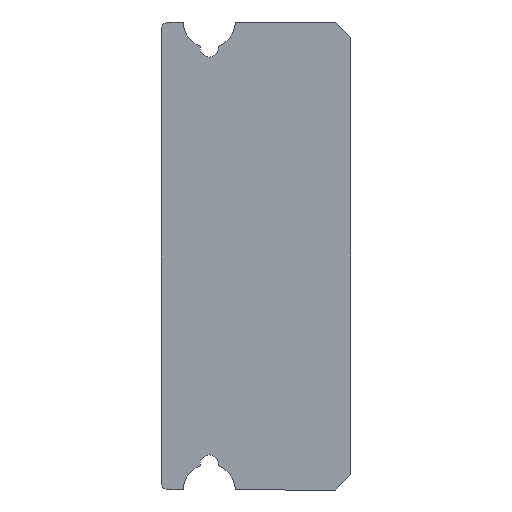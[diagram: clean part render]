
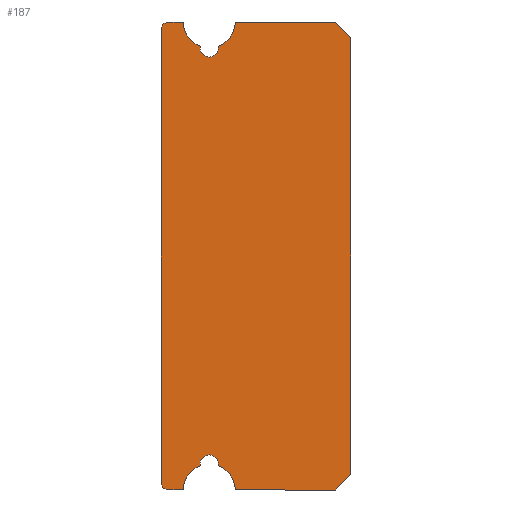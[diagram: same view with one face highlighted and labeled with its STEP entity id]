
A CAD part, left-side view. The second image highlights one B-rep face of the part: STEP entity #187.
In plain terms, the highlighted planar face has unit normal (-1, 0, 0).
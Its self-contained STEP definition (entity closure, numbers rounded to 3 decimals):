
#115 = ORIENTED_EDGE ( 'NONE', *, *, #117, .T. ) ;
#117 = EDGE_CURVE ( 'NONE', #176, #147, #616, .T. ) ;
#121 = ORIENTED_EDGE ( 'NONE', *, *, #178, .F. ) ;
#126 = ORIENTED_EDGE ( 'NONE', *, *, #204, .T. ) ;
#127 = VERTEX_POINT ( 'NONE', #607 ) ;
#129 = EDGE_CURVE ( 'NONE', #143, #324, #606, .T. ) ;
#132 = VERTEX_POINT ( 'NONE', #600 ) ;
#143 = VERTEX_POINT ( 'NONE', #640 ) ;
#145 = ORIENTED_EDGE ( 'NONE', *, *, #165, .T. ) ;
#147 = VERTEX_POINT ( 'NONE', #639 ) ;
#150 = EDGE_CURVE ( 'NONE', #143, #147, #638, .T. ) ;
#156 = ORIENTED_EDGE ( 'NONE', *, *, #150, .F. ) ;
#162 = EDGE_CURVE ( 'NONE', #344, #179, #686, .T. ) ;
#163 = ORIENTED_EDGE ( 'NONE', *, *, #343, .T. ) ;
#164 = ORIENTED_EDGE ( 'NONE', *, *, #162, .T. ) ;
#165 = EDGE_CURVE ( 'NONE', #212, #337, #681, .T. ) ;
#176 = VERTEX_POINT ( 'NONE', #717 ) ;
#178 = EDGE_CURVE ( 'NONE', #176, #179, #716, .T. ) ;
#179 = VERTEX_POINT ( 'NONE', #712 ) ;
#187 = ADVANCED_FACE ( 'NONE', ( #703 ), #702, .F. ) ;
#188 = EDGE_LOOP ( 'NONE', ( #156, #213, #205, #208, #206, #1406, #1408, #1405, #1407, #210, #211, #126, #145, #163, #164, #121, #115 ) ) ;
#189 = EDGE_CURVE ( 'NONE', #219, #132, #697, .T. ) ;
#194 = EDGE_CURVE ( 'NONE', #307, #235, #687, .T. ) ;
#200 = EDGE_CURVE ( 'NONE', #132, #202, #735, .T. ) ;
#202 = VERTEX_POINT ( 'NONE', #727 ) ;
#204 = EDGE_CURVE ( 'NONE', #310, #212, #722, .T. ) ;
#205 = ORIENTED_EDGE ( 'NONE', *, *, #339, .F. ) ;
#206 = ORIENTED_EDGE ( 'NONE', *, *, #207, .T. ) ;
#207 = EDGE_CURVE ( 'NONE', #127, #1404, #781, .T. ) ;
#208 = ORIENTED_EDGE ( 'NONE', *, *, #209, .T. ) ;
#209 = EDGE_CURVE ( 'NONE', #335, #127, #776, .T. ) ;
#210 = ORIENTED_EDGE ( 'NONE', *, *, #194, .F. ) ;
#211 = ORIENTED_EDGE ( 'NONE', *, *, #305, .F. ) ;
#212 = VERTEX_POINT ( 'NONE', #771 ) ;
#213 = ORIENTED_EDGE ( 'NONE', *, *, #129, .T. ) ;
#218 = EDGE_CURVE ( 'NONE', #235, #219, #761, .T. ) ;
#219 = VERTEX_POINT ( 'NONE', #757 ) ;
#235 = VERTEX_POINT ( 'NONE', #798 ) ;
#305 = EDGE_CURVE ( 'NONE', #310, #307, #921, .T. ) ;
#307 = VERTEX_POINT ( 'NONE', #917 ) ;
#310 = VERTEX_POINT ( 'NONE', #916 ) ;
#324 = VERTEX_POINT ( 'NONE', #945 ) ;
#335 = VERTEX_POINT ( 'NONE', #978 ) ;
#337 = VERTEX_POINT ( 'NONE', #977 ) ;
#339 = EDGE_CURVE ( 'NONE', #335, #324, #976, .T. ) ;
#343 = EDGE_CURVE ( 'NONE', #337, #344, #1035, .T. ) ;
#344 = VERTEX_POINT ( 'NONE', #1030 ) ;
#600 = CARTESIAN_POINT ( 'NONE',  ( -80., 0.6, -9. ) ) ;
#602 = DIRECTION ( 'NONE',  ( 0., 0., -1. ) ) ;
#603 = DIRECTION ( 'NONE',  ( -1., 0., 0. ) ) ;
#604 = CARTESIAN_POINT ( 'NONE',  ( -80., 7., -8.7 ) ) ;
#605 = AXIS2_PLACEMENT_3D ( 'NONE', #604, #603, #602 ) ;
#606 = CIRCLE ( 'NONE', #605, 0.3 ) ;
#607 = CARTESIAN_POINT ( 'NONE',  ( -80., 5.795, -8.061 ) ) ;
#613 = DIRECTION ( 'NONE',  ( 0., 0., -1. ) ) ;
#614 = DIRECTION ( 'NONE',  ( -1., 0., 0. ) ) ;
#615 = AXIS2_PLACEMENT_3D ( 'NONE', #620, #614, #613 ) ;
#616 = CIRCLE ( 'NONE', #615, 0.3 ) ;
#620 = CARTESIAN_POINT ( 'NONE',  ( -80., 7., 8.7 ) ) ;
#635 = DIRECTION ( 'NONE',  ( 0., 0., 1. ) ) ;
#636 = VECTOR ( 'NONE', #635, 1000. ) ;
#637 = CARTESIAN_POINT ( 'NONE',  ( -80., 7.3, -9. ) ) ;
#638 = LINE ( 'NONE', #637, #636 ) ;
#639 = CARTESIAN_POINT ( 'NONE',  ( -80., 7.3, 8.7 ) ) ;
#640 = CARTESIAN_POINT ( 'NONE',  ( -80., 7.3, -8.7 ) ) ;
#677 = DIRECTION ( 'NONE',  ( 0., 0., 1. ) ) ;
#678 = DIRECTION ( 'NONE',  ( 1., 0., 0. ) ) ;
#679 = CARTESIAN_POINT ( 'NONE',  ( -80., 5.45, 8. ) ) ;
#680 = AXIS2_PLACEMENT_3D ( 'NONE', #679, #678, #677 ) ;
#681 = CIRCLE ( 'NONE', #680, 0.35 ) ;
#682 = DIRECTION ( 'NONE',  ( 0., 0., 1. ) ) ;
#683 = DIRECTION ( 'NONE',  ( 1., 0., 0. ) ) ;
#684 = CARTESIAN_POINT ( 'NONE',  ( -80., 5.45, 9. ) ) ;
#685 = AXIS2_PLACEMENT_3D ( 'NONE', #684, #683, #682 ) ;
#686 = CIRCLE ( 'NONE', #685, 1. ) ;
#687 = LINE ( 'NONE', #748, #747 ) ;
#694 = DIRECTION ( 'NONE',  ( 0., 0.707, -0.707 ) ) ;
#695 = VECTOR ( 'NONE', #694, 1000. ) ;
#696 = CARTESIAN_POINT ( 'NONE',  ( -80., 0., -8.4 ) ) ;
#697 = LINE ( 'NONE', #696, #695 ) ;
#698 = DIRECTION ( 'NONE',  ( 0., 0., -1. ) ) ;
#699 = DIRECTION ( 'NONE',  ( 1., 0., 0. ) ) ;
#700 = CARTESIAN_POINT ( 'NONE',  ( -80., 0., 9. ) ) ;
#701 = AXIS2_PLACEMENT_3D ( 'NONE', #700, #699, #698 ) ;
#702 = PLANE ( 'NONE',  #701 ) ;
#703 = FACE_OUTER_BOUND ( 'NONE', #188, .T. ) ;
#712 = CARTESIAN_POINT ( 'NONE',  ( -80., 6.45, 9. ) ) ;
#713 = DIRECTION ( 'NONE',  ( 0., -1., 0. ) ) ;
#714 = VECTOR ( 'NONE', #713, 1000. ) ;
#715 = CARTESIAN_POINT ( 'NONE',  ( -80., 0.6, 9. ) ) ;
#716 = LINE ( 'NONE', #715, #714 ) ;
#717 = CARTESIAN_POINT ( 'NONE',  ( -80., 7., 9. ) ) ;
#718 = DIRECTION ( 'NONE',  ( 0., 0., 1. ) ) ;
#719 = DIRECTION ( 'NONE',  ( 1., 0., 0. ) ) ;
#720 = CARTESIAN_POINT ( 'NONE',  ( -80., 5.45, 9. ) ) ;
#721 = AXIS2_PLACEMENT_3D ( 'NONE', #720, #719, #718 ) ;
#722 = CIRCLE ( 'NONE', #721, 1. ) ;
#727 = CARTESIAN_POINT ( 'NONE',  ( -80., 4.45, -9. ) ) ;
#732 = DIRECTION ( 'NONE',  ( 0., 1., 0. ) ) ;
#733 = VECTOR ( 'NONE', #732, 1000. ) ;
#734 = CARTESIAN_POINT ( 'NONE',  ( -80., 0.6, -9. ) ) ;
#735 = LINE ( 'NONE', #734, #733 ) ;
#746 = DIRECTION ( 'NONE',  ( 0., -0.707, -0.707 ) ) ;
#747 = VECTOR ( 'NONE', #746, 1000. ) ;
#748 = CARTESIAN_POINT ( 'NONE',  ( -80., 0., 8.4 ) ) ;
#757 = CARTESIAN_POINT ( 'NONE',  ( -80., 0., -8.4 ) ) ;
#758 = DIRECTION ( 'NONE',  ( 0., 0., -1. ) ) ;
#759 = VECTOR ( 'NONE', #758, 1000. ) ;
#760 = CARTESIAN_POINT ( 'NONE',  ( -80., 0., -8.4 ) ) ;
#761 = LINE ( 'NONE', #760, #759 ) ;
#771 = CARTESIAN_POINT ( 'NONE',  ( -80., 5.105, 8.061 ) ) ;
#772 = DIRECTION ( 'NONE',  ( 0., 0., -1. ) ) ;
#773 = DIRECTION ( 'NONE',  ( 1., 0., 0. ) ) ;
#774 = CARTESIAN_POINT ( 'NONE',  ( -80., 5.45, -9. ) ) ;
#775 = AXIS2_PLACEMENT_3D ( 'NONE', #774, #773, #772 ) ;
#776 = CIRCLE ( 'NONE', #775, 1. ) ;
#777 = DIRECTION ( 'NONE',  ( 0., 0., -1. ) ) ;
#778 = DIRECTION ( 'NONE',  ( 1., 0., 0. ) ) ;
#779 = CARTESIAN_POINT ( 'NONE',  ( -80., 5.45, -8. ) ) ;
#780 = AXIS2_PLACEMENT_3D ( 'NONE', #779, #778, #777 ) ;
#781 = CIRCLE ( 'NONE', #780, 0.35 ) ;
#798 = CARTESIAN_POINT ( 'NONE',  ( -80., 0., 8.4 ) ) ;
#916 = CARTESIAN_POINT ( 'NONE',  ( -80., 4.45, 9. ) ) ;
#917 = CARTESIAN_POINT ( 'NONE',  ( -80., 0.6, 9. ) ) ;
#918 = DIRECTION ( 'NONE',  ( 0., -1., 0. ) ) ;
#919 = VECTOR ( 'NONE', #918, 1000. ) ;
#920 = CARTESIAN_POINT ( 'NONE',  ( -80., 0.6, 9. ) ) ;
#921 = LINE ( 'NONE', #920, #919 ) ;
#945 = CARTESIAN_POINT ( 'NONE',  ( -80., 7., -9. ) ) ;
#973 = DIRECTION ( 'NONE',  ( 0., 1., 0. ) ) ;
#974 = VECTOR ( 'NONE', #973, 1000. ) ;
#975 = CARTESIAN_POINT ( 'NONE',  ( -80., 0.6, -9. ) ) ;
#976 = LINE ( 'NONE', #975, #974 ) ;
#977 = CARTESIAN_POINT ( 'NONE',  ( -80., 5.45, 7.65 ) ) ;
#978 = CARTESIAN_POINT ( 'NONE',  ( -80., 6.45, -9. ) ) ;
#1030 = CARTESIAN_POINT ( 'NONE',  ( -80., 5.795, 8.061 ) ) ;
#1031 = DIRECTION ( 'NONE',  ( 0., 0., 1. ) ) ;
#1032 = DIRECTION ( 'NONE',  ( 1., 0., 0. ) ) ;
#1033 = CARTESIAN_POINT ( 'NONE',  ( -80., 5.45, 8. ) ) ;
#1034 = AXIS2_PLACEMENT_3D ( 'NONE', #1033, #1032, #1031 ) ;
#1035 = CIRCLE ( 'NONE', #1034, 0.35 ) ;
#1293 = CARTESIAN_POINT ( 'NONE',  ( -80., 5.105, -8.061 ) ) ;
#1294 = DIRECTION ( 'NONE',  ( 0., 0., -1. ) ) ;
#1295 = DIRECTION ( 'NONE',  ( 1., 0., 0. ) ) ;
#1296 = CARTESIAN_POINT ( 'NONE',  ( -80., 5.45, -9. ) ) ;
#1297 = AXIS2_PLACEMENT_3D ( 'NONE', #1296, #1295, #1294 ) ;
#1302 = CIRCLE ( 'NONE', #1297, 1. ) ;
#1401 = EDGE_CURVE ( 'NONE', #1404, #202, #1302, .T. ) ;
#1404 = VERTEX_POINT ( 'NONE', #1293 ) ;
#1405 = ORIENTED_EDGE ( 'NONE', *, *, #189, .F. ) ;
#1406 = ORIENTED_EDGE ( 'NONE', *, *, #1401, .T. ) ;
#1407 = ORIENTED_EDGE ( 'NONE', *, *, #218, .F. ) ;
#1408 = ORIENTED_EDGE ( 'NONE', *, *, #200, .F. ) ;
